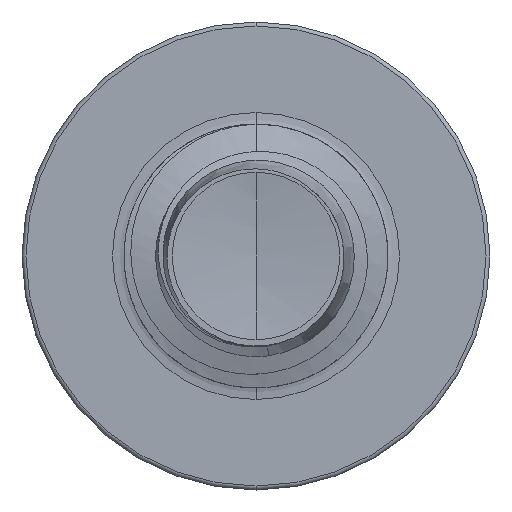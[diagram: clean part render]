
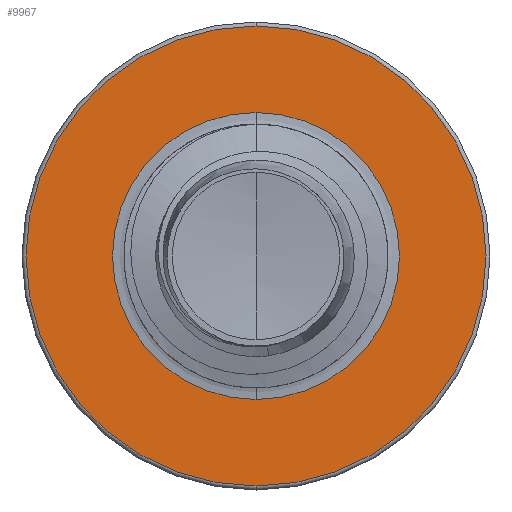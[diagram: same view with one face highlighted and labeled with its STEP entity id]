
A CAD part, front view. The second image highlights one B-rep face of the part: STEP entity #9967.
In plain terms, the highlighted planar face has unit normal (0, -1, 0).
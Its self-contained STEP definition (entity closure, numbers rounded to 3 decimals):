
#69 = ORIENTED_EDGE ( 'NONE', *, *, #10319, .F. ) ;
#103 = DIRECTION ( 'NONE',  ( 0., 1., 0. ) ) ;
#538 = DIRECTION ( 'NONE',  ( 0., 1., 0. ) ) ;
#617 = AXIS2_PLACEMENT_3D ( 'NONE', #2757, #11683, #4127 ) ;
#853 = FACE_OUTER_BOUND ( 'NONE', #11630, .T. ) ;
#1977 = AXIS2_PLACEMENT_3D ( 'NONE', #8256, #103, #9580 ) ;
#2012 = CARTESIAN_POINT ( 'NONE',  ( 0., 4.5, -1.196 ) ) ;
#2364 = VERTEX_POINT ( 'NONE', #8231 ) ;
#2721 = VERTEX_POINT ( 'NONE', #7692 ) ;
#2757 = CARTESIAN_POINT ( 'NONE',  ( 0., 4.5, 0. ) ) ;
#2930 = CARTESIAN_POINT ( 'NONE',  ( 0., 4.5, 1.196 ) ) ;
#4127 = DIRECTION ( 'NONE',  ( 0., 0., 1. ) ) ;
#4734 = VERTEX_POINT ( 'NONE', #7797 ) ;
#4849 = DIRECTION ( 'NONE',  ( 0., 1., 0. ) ) ;
#5147 = ORIENTED_EDGE ( 'NONE', *, *, #6043, .T. ) ;
#6043 = EDGE_CURVE ( 'NONE', #2721, #12587, #8275, .T. ) ;
#6433 = CIRCLE ( 'NONE', #617, 1.917 ) ;
#6542 = ORIENTED_EDGE ( 'NONE', *, *, #7322, .F. ) ;
#6766 = DIRECTION ( 'NONE',  ( 0., 1., 0. ) ) ;
#6885 = AXIS2_PLACEMENT_3D ( 'NONE', #2012, #538, #9954 ) ;
#7322 = EDGE_CURVE ( 'NONE', #4734, #2364, #6433, .T. ) ;
#7692 = CARTESIAN_POINT ( 'NONE',  ( 0., 4.5, -1.196 ) ) ;
#7797 = CARTESIAN_POINT ( 'NONE',  ( 0., 4.5, 1.917 ) ) ;
#8231 = CARTESIAN_POINT ( 'NONE',  ( 0., 4.5, -1.917 ) ) ;
#8256 = CARTESIAN_POINT ( 'NONE',  ( 0., 4.5, 0. ) ) ;
#8275 = CIRCLE ( 'NONE', #1977, 1.196 ) ;
#9268 = CIRCLE ( 'NONE', #12254, 1.196 ) ;
#9546 = AXIS2_PLACEMENT_3D ( 'NONE', #12289, #4849, #13356 ) ;
#9580 = DIRECTION ( 'NONE',  ( 0., 0., 1. ) ) ;
#9907 = CIRCLE ( 'NONE', #9546, 1.917 ) ;
#9954 = DIRECTION ( 'NONE',  ( 0., 0., 1. ) ) ;
#9967 = ADVANCED_FACE ( 'NONE', ( #853, #11320 ), #15381, .F. ) ;
#10319 = EDGE_CURVE ( 'NONE', #2364, #4734, #9907, .T. ) ;
#11320 = FACE_BOUND ( 'NONE', #13298, .T. ) ;
#11630 = EDGE_LOOP ( 'NONE', ( #6542, #69 ) ) ;
#11683 = DIRECTION ( 'NONE',  ( 0., 1., 0. ) ) ;
#12254 = AXIS2_PLACEMENT_3D ( 'NONE', #13883, #6766, #14968 ) ;
#12289 = CARTESIAN_POINT ( 'NONE',  ( 0., 4.5, 0. ) ) ;
#12413 = EDGE_CURVE ( 'NONE', #12587, #2721, #9268, .T. ) ;
#12587 = VERTEX_POINT ( 'NONE', #2930 ) ;
#13298 = EDGE_LOOP ( 'NONE', ( #13634, #5147 ) ) ;
#13356 = DIRECTION ( 'NONE',  ( 0., 0., 1. ) ) ;
#13634 = ORIENTED_EDGE ( 'NONE', *, *, #12413, .T. ) ;
#13883 = CARTESIAN_POINT ( 'NONE',  ( 0., 4.5, 0. ) ) ;
#14968 = DIRECTION ( 'NONE',  ( 0., 0., 1. ) ) ;
#15381 = PLANE ( 'NONE',  #6885 ) ;
